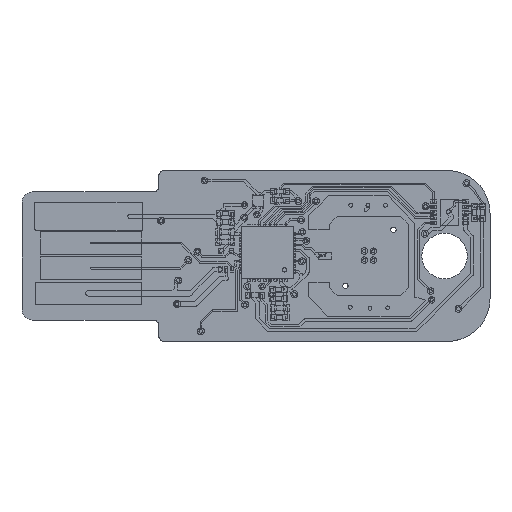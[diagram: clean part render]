
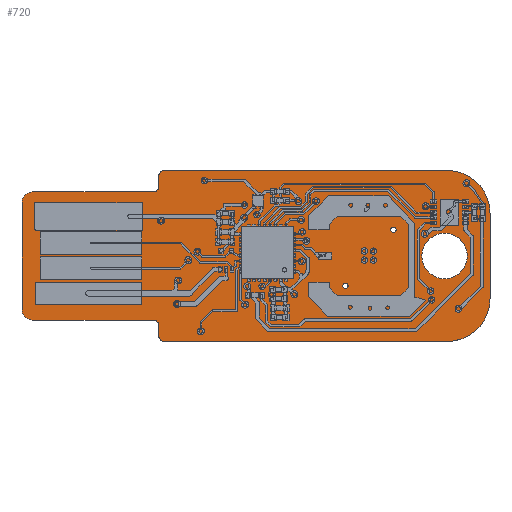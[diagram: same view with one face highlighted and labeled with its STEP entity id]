
A CAD part, top view. The second image highlights one B-rep face of the part: STEP entity #720.
In plain terms, the highlighted planar face has unit normal (0, 0, 1).
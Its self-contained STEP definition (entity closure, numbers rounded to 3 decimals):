
#114 = VERTEX_POINT('',#115);
#115 = CARTESIAN_POINT('',(139.401,-98.504,0.));
#132 = VERTEX_POINT('',#133);
#133 = CARTESIAN_POINT('',(139.401,-97.504,0.));
#139 = EDGE_CURVE('',#114,#132,#140,.T.);
#140 = LINE('',#141,#142);
#141 = CARTESIAN_POINT('',(139.401,-98.504,0.));
#142 = VECTOR('',#143,1.);
#143 = DIRECTION('',(0.,1.,0.));
#164 = VERTEX_POINT('',#165);
#165 = CARTESIAN_POINT('',(138.901,-99.004,0.));
#171 = EDGE_CURVE('',#114,#164,#172,.T.);
#172 = CIRCLE('',#173,0.5);
#173 = AXIS2_PLACEMENT_3D('',#174,#175,#176);
#174 = CARTESIAN_POINT('',(138.901,-98.504,0.));
#175 = DIRECTION('',(0.,0.,-1.));
#176 = DIRECTION('',(1.,0.,0.));
#197 = VERTEX_POINT('',#198);
#198 = CARTESIAN_POINT('',(139.901,-97.004,0.));
#204 = EDGE_CURVE('',#132,#197,#205,.T.);
#205 = CIRCLE('',#206,0.5);
#206 = AXIS2_PLACEMENT_3D('',#207,#208,#209);
#207 = CARTESIAN_POINT('',(139.901,-97.504,0.));
#208 = DIRECTION('',(0.,0.,-1.));
#209 = DIRECTION('',(-1.,0.,0.));
#220 = VERTEX_POINT('',#221);
#221 = CARTESIAN_POINT('',(127.601,-99.004,0.));
#236 = EDGE_CURVE('',#220,#164,#237,.T.);
#237 = LINE('',#238,#239);
#238 = CARTESIAN_POINT('',(127.601,-99.004,0.));
#239 = VECTOR('',#240,1.);
#240 = DIRECTION('',(1.,0.,0.));
#260 = VERTEX_POINT('',#261);
#261 = CARTESIAN_POINT('',(166.401,-97.004,0.));
#267 = EDGE_CURVE('',#197,#260,#268,.T.);
#268 = LINE('',#269,#270);
#269 = CARTESIAN_POINT('',(139.901,-97.004,0.));
#270 = VECTOR('',#271,1.);
#271 = DIRECTION('',(1.,0.,0.));
#282 = VERTEX_POINT('',#283);
#283 = CARTESIAN_POINT('',(126.601,-100.004,0.));
#299 = EDGE_CURVE('',#282,#220,#300,.T.);
#300 = CIRCLE('',#301,1.);
#301 = AXIS2_PLACEMENT_3D('',#302,#303,#304);
#302 = CARTESIAN_POINT('',(127.601,-100.004,0.));
#303 = DIRECTION('',(0.,0.,-1.));
#304 = DIRECTION('',(-1.,0.,-0.));
#325 = VERTEX_POINT('',#326);
#326 = CARTESIAN_POINT('',(170.401,-101.004,0.));
#332 = EDGE_CURVE('',#260,#325,#333,.T.);
#333 = CIRCLE('',#334,4.);
#334 = AXIS2_PLACEMENT_3D('',#335,#336,#337);
#335 = CARTESIAN_POINT('',(166.401,-101.004,0.));
#336 = DIRECTION('',(0.,0.,-1.));
#337 = DIRECTION('',(0.,1.,0.));
#348 = VERTEX_POINT('',#349);
#349 = CARTESIAN_POINT('',(126.601,-110.004,0.));
#364 = EDGE_CURVE('',#348,#282,#365,.T.);
#365 = LINE('',#366,#367);
#366 = CARTESIAN_POINT('',(126.601,-110.004,0.));
#367 = VECTOR('',#368,1.);
#368 = DIRECTION('',(0.,1.,0.));
#388 = VERTEX_POINT('',#389);
#389 = CARTESIAN_POINT('',(170.401,-109.004,0.));
#395 = EDGE_CURVE('',#325,#388,#396,.T.);
#396 = LINE('',#397,#398);
#397 = CARTESIAN_POINT('',(170.401,-101.004,0.));
#398 = VECTOR('',#399,1.);
#399 = DIRECTION('',(0.,-1.,0.));
#410 = VERTEX_POINT('',#411);
#411 = CARTESIAN_POINT('',(127.601,-111.004,0.));
#427 = EDGE_CURVE('',#410,#348,#428,.T.);
#428 = CIRCLE('',#429,1.);
#429 = AXIS2_PLACEMENT_3D('',#430,#431,#432);
#430 = CARTESIAN_POINT('',(127.601,-110.004,0.));
#431 = DIRECTION('',(0.,0.,-1.));
#432 = DIRECTION('',(0.,-1.,0.));
#453 = VERTEX_POINT('',#454);
#454 = CARTESIAN_POINT('',(166.401,-113.004,0.));
#460 = EDGE_CURVE('',#388,#453,#461,.T.);
#461 = CIRCLE('',#462,4.);
#462 = AXIS2_PLACEMENT_3D('',#463,#464,#465);
#463 = CARTESIAN_POINT('',(166.401,-109.004,0.));
#464 = DIRECTION('',(0.,0.,-1.));
#465 = DIRECTION('',(1.,0.,0.));
#476 = VERTEX_POINT('',#477);
#477 = CARTESIAN_POINT('',(138.901,-111.004,0.));
#492 = EDGE_CURVE('',#476,#410,#493,.T.);
#493 = LINE('',#494,#495);
#494 = CARTESIAN_POINT('',(138.901,-111.004,0.));
#495 = VECTOR('',#496,1.);
#496 = DIRECTION('',(-1.,0.,0.));
#516 = VERTEX_POINT('',#517);
#517 = CARTESIAN_POINT('',(139.901,-113.004,0.));
#523 = EDGE_CURVE('',#453,#516,#524,.T.);
#524 = LINE('',#525,#526);
#525 = CARTESIAN_POINT('',(166.401,-113.004,0.));
#526 = VECTOR('',#527,1.);
#527 = DIRECTION('',(-1.,0.,0.));
#548 = VERTEX_POINT('',#549);
#549 = CARTESIAN_POINT('',(139.401,-111.504,0.));
#555 = EDGE_CURVE('',#476,#548,#556,.T.);
#556 = CIRCLE('',#557,0.5);
#557 = AXIS2_PLACEMENT_3D('',#558,#559,#560);
#558 = CARTESIAN_POINT('',(138.901,-111.504,0.));
#559 = DIRECTION('',(0.,0.,-1.));
#560 = DIRECTION('',(0.,1.,0.));
#581 = VERTEX_POINT('',#582);
#582 = CARTESIAN_POINT('',(139.401,-112.504,0.));
#588 = EDGE_CURVE('',#516,#581,#589,.T.);
#589 = CIRCLE('',#590,0.5);
#590 = AXIS2_PLACEMENT_3D('',#591,#592,#593);
#591 = CARTESIAN_POINT('',(139.901,-112.504,0.));
#592 = DIRECTION('',(0.,0.,-1.));
#593 = DIRECTION('',(0.,-1.,-0.));
#611 = EDGE_CURVE('',#581,#548,#612,.T.);
#612 = LINE('',#613,#614);
#613 = CARTESIAN_POINT('',(139.401,-112.504,0.));
#614 = VECTOR('',#615,1.);
#615 = DIRECTION('',(0.,1.,0.));
#626 = VERTEX_POINT('',#627);
#627 = CARTESIAN_POINT('',(157.119,-107.806,0.));
#643 = EDGE_CURVE('',#626,#626,#644,.T.);
#644 = CIRCLE('',#645,0.25);
#645 = AXIS2_PLACEMENT_3D('',#646,#647,#648);
#646 = CARTESIAN_POINT('',(156.869,-107.806,0.));
#647 = DIRECTION('',(0.,0.,1.));
#648 = DIRECTION('',(1.,0.,-0.));
#659 = VERTEX_POINT('',#660);
#660 = CARTESIAN_POINT('',(168.276,-105.004,0.));
#676 = EDGE_CURVE('',#659,#659,#677,.T.);
#677 = CIRCLE('',#678,2.125);
#678 = AXIS2_PLACEMENT_3D('',#679,#680,#681);
#679 = CARTESIAN_POINT('',(166.151,-105.004,0.));
#680 = DIRECTION('',(0.,0.,1.));
#681 = DIRECTION('',(1.,0.,0.));
#692 = VERTEX_POINT('',#693);
#693 = CARTESIAN_POINT('',(161.619,-102.556,0.));
#709 = EDGE_CURVE('',#692,#692,#710,.T.);
#710 = CIRCLE('',#711,0.25);
#711 = AXIS2_PLACEMENT_3D('',#712,#713,#714);
#712 = CARTESIAN_POINT('',(161.369,-102.556,0.));
#713 = DIRECTION('',(0.,0.,1.));
#714 = DIRECTION('',(1.,0.,-0.));
#720 = ADVANCED_FACE('',(#721,#739,#742,#745),#748,.F.);
#721 = FACE_BOUND('',#722,.F.);
#722 = EDGE_LOOP('',(#723,#724,#725,#726,#727,#728,#729,#730,#731,#732,
    #733,#734,#735,#736,#737,#738));
#723 = ORIENTED_EDGE('',*,*,#139,.T.);
#724 = ORIENTED_EDGE('',*,*,#204,.T.);
#725 = ORIENTED_EDGE('',*,*,#267,.T.);
#726 = ORIENTED_EDGE('',*,*,#332,.T.);
#727 = ORIENTED_EDGE('',*,*,#395,.T.);
#728 = ORIENTED_EDGE('',*,*,#460,.T.);
#729 = ORIENTED_EDGE('',*,*,#523,.T.);
#730 = ORIENTED_EDGE('',*,*,#588,.T.);
#731 = ORIENTED_EDGE('',*,*,#611,.T.);
#732 = ORIENTED_EDGE('',*,*,#555,.F.);
#733 = ORIENTED_EDGE('',*,*,#492,.T.);
#734 = ORIENTED_EDGE('',*,*,#427,.T.);
#735 = ORIENTED_EDGE('',*,*,#364,.T.);
#736 = ORIENTED_EDGE('',*,*,#299,.T.);
#737 = ORIENTED_EDGE('',*,*,#236,.T.);
#738 = ORIENTED_EDGE('',*,*,#171,.F.);
#739 = FACE_BOUND('',#740,.F.);
#740 = EDGE_LOOP('',(#741));
#741 = ORIENTED_EDGE('',*,*,#643,.T.);
#742 = FACE_BOUND('',#743,.F.);
#743 = EDGE_LOOP('',(#744));
#744 = ORIENTED_EDGE('',*,*,#676,.T.);
#745 = FACE_BOUND('',#746,.F.);
#746 = EDGE_LOOP('',(#747));
#747 = ORIENTED_EDGE('',*,*,#709,.T.);
#748 = PLANE('',#749);
#749 = AXIS2_PLACEMENT_3D('',#750,#751,#752);
#750 = CARTESIAN_POINT('',(148.483,-105.004,0.));
#751 = DIRECTION('',(-0.,-0.,-1.));
#752 = DIRECTION('',(-1.,0.,0.));
